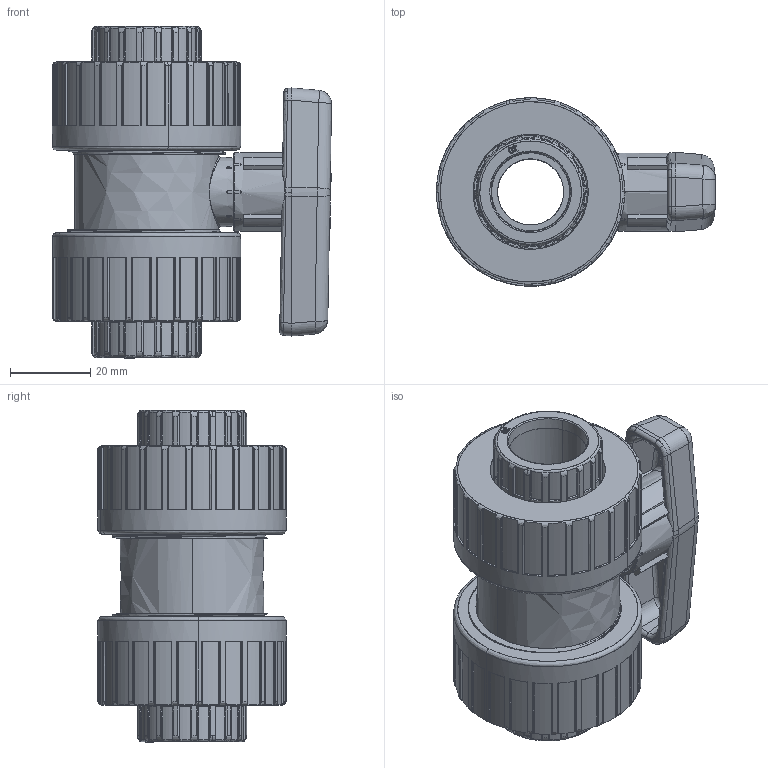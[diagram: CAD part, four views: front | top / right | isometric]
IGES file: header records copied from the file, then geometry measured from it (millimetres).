
Start section: SolidWorks IGES file using NURBS representation for surfaces
Global section: file name: 02612077020.IGS; native system: SolidWorks 2021; preprocessor: SolidWorks 2021; author: DMorais; date: 220519.154459; units: millimetre
Bounding box: 69.74 x 47.05 x 82.96 mm (x, y, z)
Surface area: 29327.1 mm2 (no closed solid volume)
Topology: 0 solids, 0 shells, 1477 faces, 13821 edges, 13587 vertices
Faces by surface type: bspline 1477
